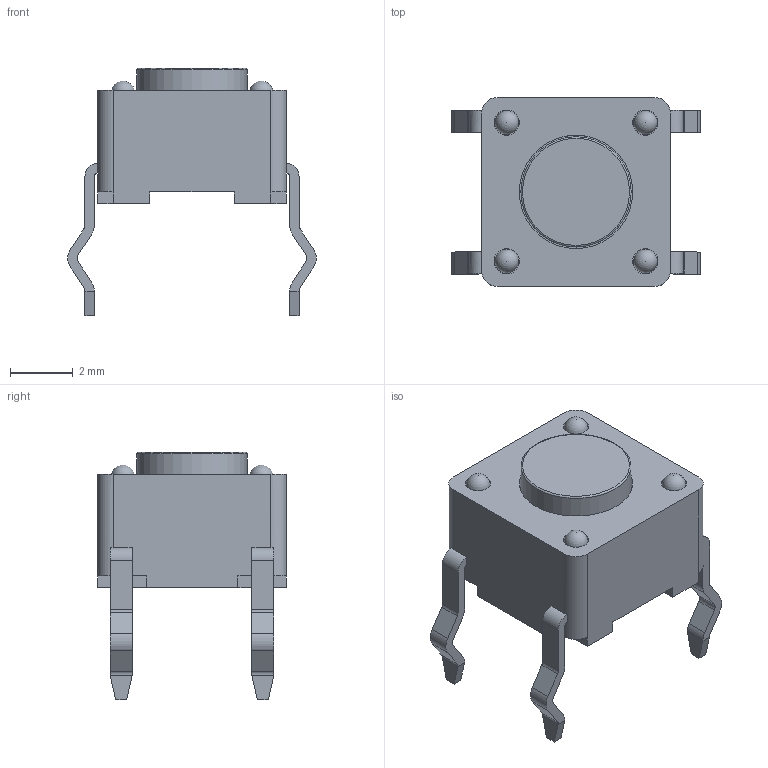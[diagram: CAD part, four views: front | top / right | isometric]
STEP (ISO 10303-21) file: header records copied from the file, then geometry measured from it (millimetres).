
FILE_DESCRIPTION(('FreeCAD Model'),'2;1');
FILE_NAME('PE-Switch Secure3D_MODELS_STP_FORMATTL1105Fxxxx.stp.step','2020-02-11T13:06:16',( 'kicad StepUp'),('ksu MCAD'),'Open CASCADE STEP processor 7.3', 'FreeCAD','Unknown');
FILE_SCHEMA(('AUTOMOTIVE_DESIGN { 1 0 10303 214 1 1 1 1 }'));
Length unit declared in the file: millimetre
Products named in the file (1): TL1105Fxxxx.stp
Bounding box: 7.89 x 6 x 7.85 mm (x, y, z)
Volume: 106.1 mm3; surface area: 361.2 mm2
Topology: 1 solids, 2 shells, 231 faces, 603 edges, 391 vertices
Faces by surface type: plane 149, cylinder 72, sphere 6, bspline 2, torus 1, cone 1
Full cylindrical faces by diameter (mm): 0.75 x4, 0.8 x4, 1 x1, 3.5 x1, 3.6 x1, 5 x1
Entity records: 7112 total; most frequent: CARTESIAN_POINT 1374, ORIENTED_EDGE 1196, DIRECTION 1170, EDGE_CURVE 598, LINE 422, VECTOR 422, VERTEX_POINT 391, AXIS2_PLACEMENT_3D 374
